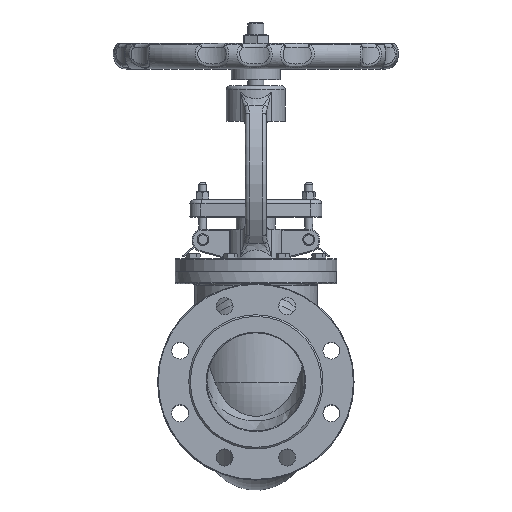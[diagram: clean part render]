
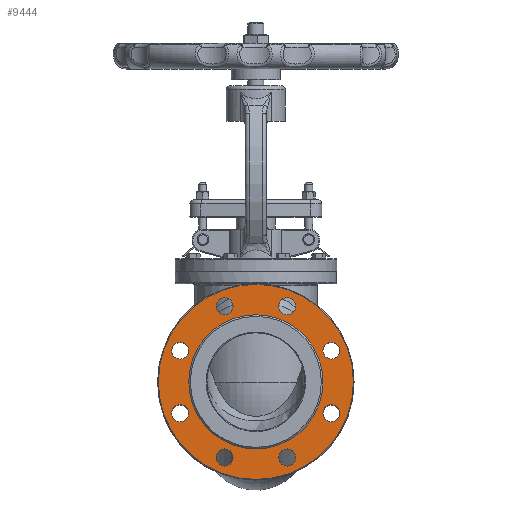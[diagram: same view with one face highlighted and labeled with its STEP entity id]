
A CAD part, top view. The second image highlights one B-rep face of the part: STEP entity #9444.
In plain terms, the highlighted planar face has unit normal (0, 0, 1).
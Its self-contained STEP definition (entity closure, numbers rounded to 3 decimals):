
#246=PLANE('',#10293);
#617=FACE_BOUND('',#1465,.T.);
#618=FACE_BOUND('',#1466,.T.);
#619=FACE_BOUND('',#1467,.T.);
#620=FACE_BOUND('',#1468,.T.);
#621=FACE_BOUND('',#1469,.T.);
#622=FACE_BOUND('',#1470,.T.);
#623=FACE_BOUND('',#1471,.T.);
#624=FACE_BOUND('',#1472,.T.);
#625=FACE_BOUND('',#1473,.T.);
#820=FACE_OUTER_BOUND('',#1464,.T.);
#1464=EDGE_LOOP('',(#6617));
#1465=EDGE_LOOP('',(#6618));
#1466=EDGE_LOOP('',(#6619));
#1467=EDGE_LOOP('',(#6620));
#1468=EDGE_LOOP('',(#6621));
#1469=EDGE_LOOP('',(#6622));
#1470=EDGE_LOOP('',(#6623));
#1471=EDGE_LOOP('',(#6624));
#1472=EDGE_LOOP('',(#6625));
#1473=EDGE_LOOP('',(#6626));
#3144=CIRCLE('',#10292,149.);
#3145=CIRCLE('',#10294,102.5);
#3146=CIRCLE('',#10295,13.);
#3147=CIRCLE('',#10296,13.);
#3148=CIRCLE('',#10297,13.);
#3149=CIRCLE('',#10298,13.);
#3150=CIRCLE('',#10299,13.);
#3151=CIRCLE('',#10300,13.);
#3152=CIRCLE('',#10301,13.);
#3153=CIRCLE('',#10302,13.);
#3904=VERTEX_POINT('',#17619);
#3905=VERTEX_POINT('',#17623);
#3906=VERTEX_POINT('',#17625);
#3907=VERTEX_POINT('',#17627);
#3908=VERTEX_POINT('',#17629);
#3909=VERTEX_POINT('',#17631);
#3910=VERTEX_POINT('',#17633);
#3911=VERTEX_POINT('',#17635);
#3912=VERTEX_POINT('',#17637);
#3913=VERTEX_POINT('',#17639);
#4869=EDGE_CURVE('',#3904,#3904,#3144,.T.);
#4871=EDGE_CURVE('',#3905,#3905,#3145,.T.);
#4872=EDGE_CURVE('',#3906,#3906,#3146,.T.);
#4873=EDGE_CURVE('',#3907,#3907,#3147,.T.);
#4874=EDGE_CURVE('',#3908,#3908,#3148,.T.);
#4875=EDGE_CURVE('',#3909,#3909,#3149,.T.);
#4876=EDGE_CURVE('',#3910,#3910,#3150,.T.);
#4877=EDGE_CURVE('',#3911,#3911,#3151,.T.);
#4878=EDGE_CURVE('',#3912,#3912,#3152,.T.);
#4879=EDGE_CURVE('',#3913,#3913,#3153,.T.);
#6617=ORIENTED_EDGE('',*,*,#4869,.F.);
#6618=ORIENTED_EDGE('',*,*,#4871,.F.);
#6619=ORIENTED_EDGE('',*,*,#4872,.T.);
#6620=ORIENTED_EDGE('',*,*,#4873,.T.);
#6621=ORIENTED_EDGE('',*,*,#4874,.T.);
#6622=ORIENTED_EDGE('',*,*,#4875,.T.);
#6623=ORIENTED_EDGE('',*,*,#4876,.T.);
#6624=ORIENTED_EDGE('',*,*,#4877,.T.);
#6625=ORIENTED_EDGE('',*,*,#4878,.T.);
#6626=ORIENTED_EDGE('',*,*,#4879,.T.);
#9444=ADVANCED_FACE('',(#820,#617,#618,#619,#620,#621,#622,#623,#624,#625),
#246,.T.);
#10292=AXIS2_PLACEMENT_3D('',#17620,#11832,#11833);
#10293=AXIS2_PLACEMENT_3D('',#17622,#11835,#11836);
#10294=AXIS2_PLACEMENT_3D('',#17624,#11837,#11838);
#10295=AXIS2_PLACEMENT_3D('',#17626,#11839,#11840);
#10296=AXIS2_PLACEMENT_3D('',#17628,#11841,#11842);
#10297=AXIS2_PLACEMENT_3D('',#17630,#11843,#11844);
#10298=AXIS2_PLACEMENT_3D('',#17632,#11845,#11846);
#10299=AXIS2_PLACEMENT_3D('',#17634,#11847,#11848);
#10300=AXIS2_PLACEMENT_3D('',#17636,#11849,#11850);
#10301=AXIS2_PLACEMENT_3D('',#17638,#11851,#11852);
#10302=AXIS2_PLACEMENT_3D('',#17640,#11853,#11854);
#11832=DIRECTION('center_axis',(0.,0.,-1.));
#11833=DIRECTION('ref_axis',(-1.,0.,0.));
#11835=DIRECTION('center_axis',(0.,0.,1.));
#11836=DIRECTION('ref_axis',(1.,0.,0.));
#11837=DIRECTION('center_axis',(0.,0.,1.));
#11838=DIRECTION('ref_axis',(-1.,0.,0.));
#11839=DIRECTION('center_axis',(0.,0.,-1.));
#11840=DIRECTION('ref_axis',(-1.,0.,0.));
#11841=DIRECTION('center_axis',(0.,0.,-1.));
#11842=DIRECTION('ref_axis',(-1.,0.,0.));
#11843=DIRECTION('center_axis',(0.,0.,-1.));
#11844=DIRECTION('ref_axis',(-1.,0.,0.));
#11845=DIRECTION('center_axis',(0.,0.,-1.));
#11846=DIRECTION('ref_axis',(-1.,0.,0.));
#11847=DIRECTION('center_axis',(0.,0.,-1.));
#11848=DIRECTION('ref_axis',(-1.,0.,0.));
#11849=DIRECTION('center_axis',(0.,0.,-1.));
#11850=DIRECTION('ref_axis',(-1.,0.,0.));
#11851=DIRECTION('center_axis',(0.,0.,-1.));
#11852=DIRECTION('ref_axis',(-1.,0.,0.));
#11853=DIRECTION('center_axis',(0.,0.,-1.));
#11854=DIRECTION('ref_axis',(-1.,0.,0.));
#17619=CARTESIAN_POINT('',(149.,0.,29.));
#17620=CARTESIAN_POINT('Origin',(0.,0.,29.));
#17622=CARTESIAN_POINT('Origin',(0.,0.,29.));
#17623=CARTESIAN_POINT('',(102.5,0.,29.));
#17624=CARTESIAN_POINT('Origin',(0.,0.,29.));
#17625=CARTESIAN_POINT('',(128.485,-47.835,29.));
#17626=CARTESIAN_POINT('Origin',(115.485,-47.835,29.));
#17627=CARTESIAN_POINT('',(128.485,47.835,29.));
#17628=CARTESIAN_POINT('Origin',(115.485,47.835,29.));
#17629=CARTESIAN_POINT('',(60.835,115.485,29.));
#17630=CARTESIAN_POINT('Origin',(47.835,115.485,29.));
#17631=CARTESIAN_POINT('',(-34.835,115.485,29.));
#17632=CARTESIAN_POINT('Origin',(-47.835,115.485,29.));
#17633=CARTESIAN_POINT('',(-102.485,47.835,29.));
#17634=CARTESIAN_POINT('Origin',(-115.485,47.835,29.));
#17635=CARTESIAN_POINT('',(-102.485,-47.835,29.));
#17636=CARTESIAN_POINT('Origin',(-115.485,-47.835,29.));
#17637=CARTESIAN_POINT('',(-34.835,-115.485,29.));
#17638=CARTESIAN_POINT('Origin',(-47.835,-115.485,29.));
#17639=CARTESIAN_POINT('',(60.835,-115.485,29.));
#17640=CARTESIAN_POINT('Origin',(47.835,-115.485,29.));
